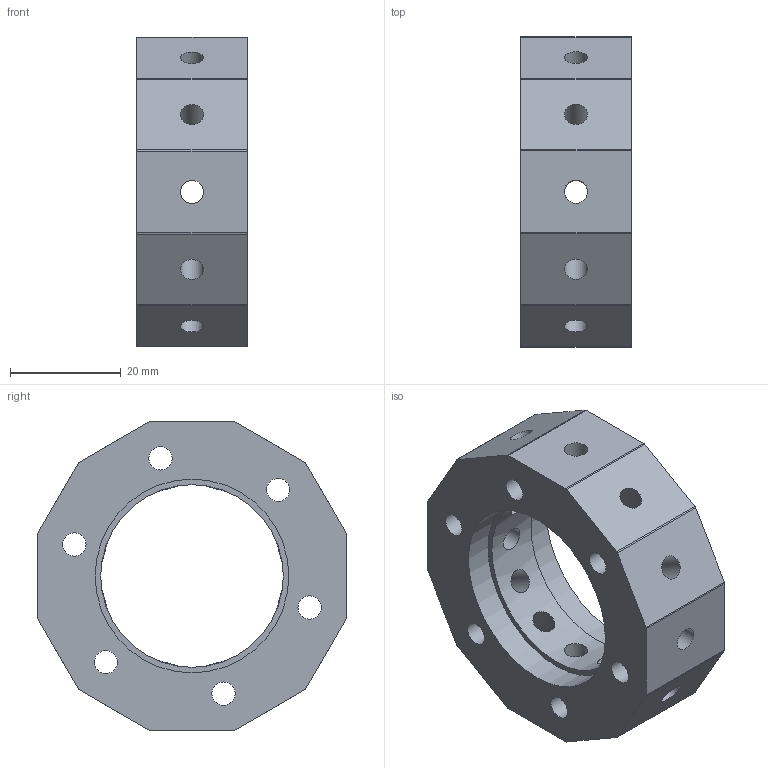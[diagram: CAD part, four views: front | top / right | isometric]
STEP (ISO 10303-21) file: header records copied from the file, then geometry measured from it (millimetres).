
FILE_DESCRIPTION(('FreeCAD Model'),'2;1');
FILE_NAME('Open CASCADE Shape Model','2021-11-29T21:16:28',('Author'),( ''),'Open CASCADE STEP processor 7.4','FreeCAD','Unknown');
FILE_SCHEMA(('AUTOMOTIVE_DESIGN { 1 0 10303 214 1 1 1 1 }'));
Length unit declared in the file: millimetre
Products named in the file (1): _BaseWheel_001
Bounding box: 20 x 56 x 56 mm (x, y, z)
Volume: 28662.8 mm3; surface area: 11982.9 mm2
Topology: 1 solids, 1 shells, 49 faces, 138 edges, 92 vertices
Faces by surface type: cylinder 33, plane 16
Full cylindrical faces by diameter (mm): 4.2 x18, 33 x1, 35 x2
Entity records: 6402 total; most frequent: CARTESIAN_POINT 3679, DIRECTION 481, ORIENTED_EDGE 276, PCURVE 276, DEFINITIONAL_REPRESENTATION 276, LINE 264, VECTOR 264, EDGE_CURVE 138
